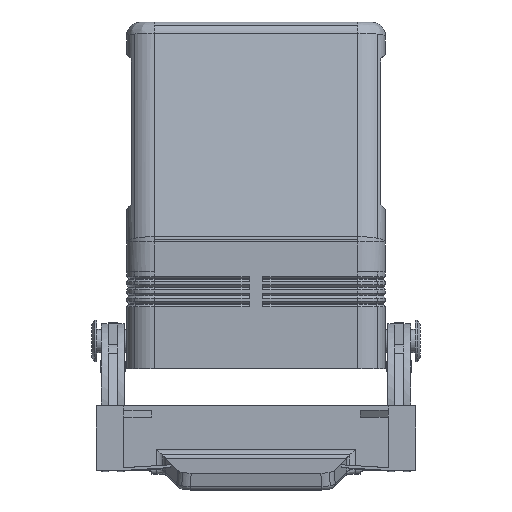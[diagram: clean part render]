
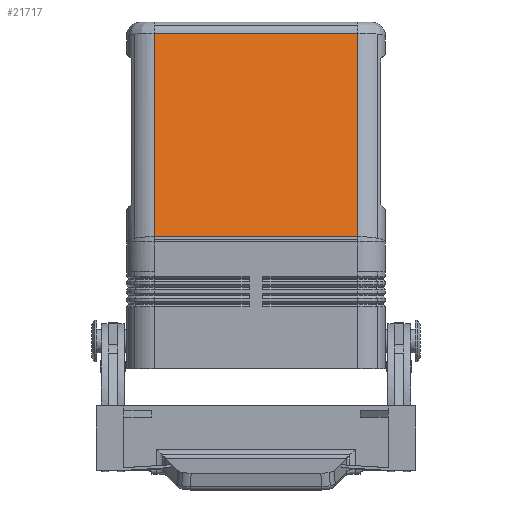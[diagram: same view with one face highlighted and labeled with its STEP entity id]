
A CAD part, left-side view. The second image highlights one B-rep face of the part: STEP entity #21717.
In plain terms, the highlighted planar face has unit normal (-0.982, 0, 0.188).
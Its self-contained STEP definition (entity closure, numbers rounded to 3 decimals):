
#4182=CARTESIAN_POINT('',(-32.466,22.,72.564));
#4183=VERTEX_POINT('',#4182);
#4191=CARTESIAN_POINT('',(-32.466,-22.,72.564));
#4192=VERTEX_POINT('',#4191);
#4193=CARTESIAN_POINT('',(-32.466,22.,72.564));
#4194=DIRECTION('',(0.0,-1.0,0.0));
#4195=VECTOR('',#4194,44.0);
#4196=LINE('',#4193,#4195);
#4197=EDGE_CURVE('',#4183,#4192,#4196,.T.);
#20627=CARTESIAN_POINT('',(-40.893,-22.,28.559));
#20628=VERTEX_POINT('',#20627);
#20662=CARTESIAN_POINT('',(-40.893,22.,28.559));
#20663=VERTEX_POINT('',#20662);
#20664=CARTESIAN_POINT('',(-40.893,-22.,28.559));
#20665=DIRECTION('',(0.0,1.0,0.0));
#20666=VECTOR('',#20665,44.0);
#20667=LINE('',#20664,#20666);
#20668=EDGE_CURVE('',#20628,#20663,#20667,.T.);
#20789=CARTESIAN_POINT('',(-32.466,-22.,72.564));
#20790=DIRECTION('',(-0.188,0.0,-0.982));
#20791=VECTOR('',#20790,44.805);
#20792=LINE('',#20789,#20791);
#20793=EDGE_CURVE('',#4192,#20628,#20792,.T.);
#21183=CARTESIAN_POINT('',(-40.893,22.,28.559));
#21184=DIRECTION('',(0.188,0.0,0.982));
#21185=VECTOR('',#21184,44.805);
#21186=LINE('',#21183,#21185);
#21187=EDGE_CURVE('',#20663,#4183,#21186,.T.);
#21706=CARTESIAN_POINT('',(-32.0,0.0,75.0));
#21707=DIRECTION('',(-0.982,0.0,0.188));
#21708=DIRECTION('',(0.188,0.0,0.982));
#21709=AXIS2_PLACEMENT_3D('',#21706,#21707,#21708);
#21710=PLANE('',#21709);
#21711=ORIENTED_EDGE('',*,*,#20668,.F.);
#21712=ORIENTED_EDGE('',*,*,#20793,.F.);
#21713=ORIENTED_EDGE('',*,*,#4197,.F.);
#21714=ORIENTED_EDGE('',*,*,#21187,.F.);
#21715=EDGE_LOOP('',(#21711,#21712,#21713,#21714));
#21716=FACE_OUTER_BOUND('',#21715,.T.);
#21717=ADVANCED_FACE('',(#21716),#21710,.T.);
